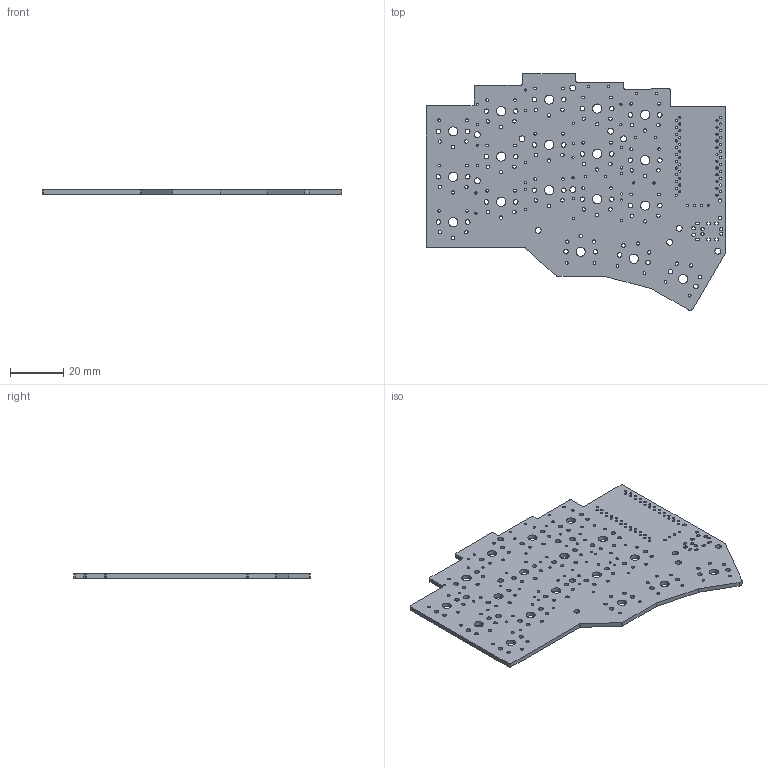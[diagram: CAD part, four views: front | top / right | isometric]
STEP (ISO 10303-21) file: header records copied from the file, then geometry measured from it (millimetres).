
FILE_DESCRIPTION(('KiCad electronic assembly'),'2;1');
FILE_NAME('popcorn.step','2021-12-13T17:19:19',('An Author'),( 'A Company'),'Open CASCADE STEP processor 6.9', 'KiCad to STEP converter','Unknown');
FILE_SCHEMA(('AUTOMOTIVE_DESIGN { 1 0 10303 214 1 1 1 1 }'));
Length unit declared in the file: millimetre
Products named in the file (2): Open CASCADE STEP translator 6.9 1; COMPOUND
Assembly tree (1 placements, depth 2):
  Open CASCADE STEP translator 6.9 1
    COMPOUND
Bounding box: 112.39 x 88.72 x 1.6 mm (x, y, z)
Volume: 11394.1 mm3; surface area: 16553.6 mm2
Topology: 1 solids, 1 shells, 319 faces, 951 edges, 634 vertices
Faces by surface type: cylinder 282, plane 37
Full cylindrical faces by diameter (mm): 0.813 x88, 0.991 x36, 1.2 x4, 1.27 x54, 1.3 x2, 1.702 x36, 2.2 x11, 3.429 x18
Entity records: 26179 total; most frequent: CARTESIAN_POINT 7192, DIRECTION 3495, ORIENTED_EDGE 1902, PCURVE 1902, DEFINITIONAL_REPRESENTATION 1902, LINE 1725, VECTOR 1725, EDGE_CURVE 951
